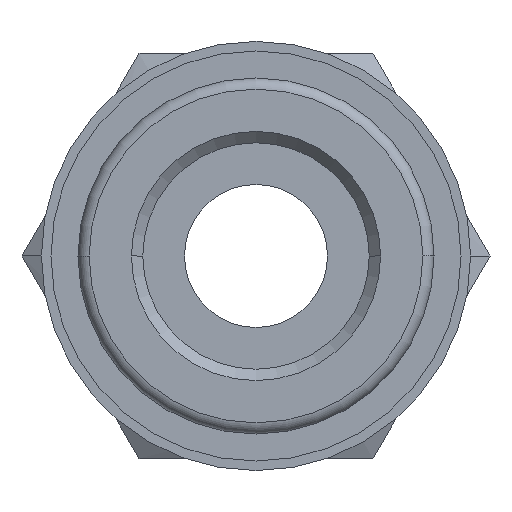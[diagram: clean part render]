
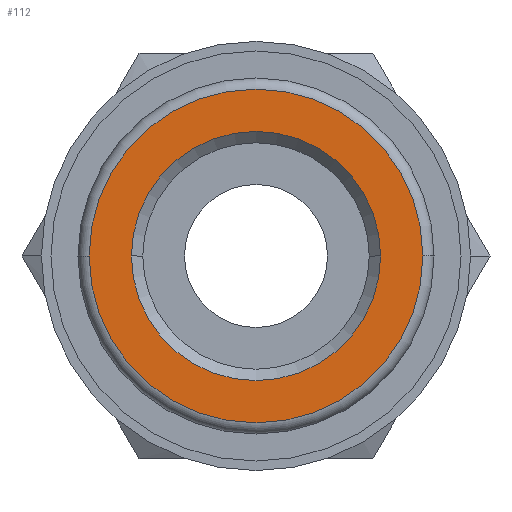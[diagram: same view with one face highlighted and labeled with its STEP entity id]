
A CAD part, front view. The second image highlights one B-rep face of the part: STEP entity #112.
In plain terms, the highlighted planar face has unit normal (0, -1, 0).
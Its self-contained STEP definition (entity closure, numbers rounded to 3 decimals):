
#112=ADVANCED_FACE('',(#279,#280),#281,.T.);
#279=FACE_BOUND('',#508,.T.);
#280=FACE_OUTER_BOUND('',#509,.T.);
#281=PLANE('',#510);
#508=EDGE_LOOP('',(#776,#777));
#509=EDGE_LOOP('',(#778,#779));
#510=AXIS2_PLACEMENT_3D('',#780,#781,#782);
#776=ORIENTED_EDGE('',*,*,#1316,.T.);
#777=ORIENTED_EDGE('',*,*,#1317,.T.);
#778=ORIENTED_EDGE('',*,*,#1318,.T.);
#779=ORIENTED_EDGE('',*,*,#1319,.T.);
#780=CARTESIAN_POINT('',(0.0,0.0,0.0));
#781=DIRECTION('',(0.0,-1.0,0.0));
#782=DIRECTION('',(-1.0,0.0,0.0));
#1316=EDGE_CURVE('',#1563,#1564,#1565,.T.);
#1317=EDGE_CURVE('',#1564,#1563,#1566,.T.);
#1318=EDGE_CURVE('',#1567,#1568,#1569,.T.);
#1319=EDGE_CURVE('',#1568,#1567,#1570,.T.);
#1563=VERTEX_POINT('',#1931);
#1564=VERTEX_POINT('',#1932);
#1565=CIRCLE('',#1933,5.225);
#1566=CIRCLE('',#1934,5.225);
#1567=VERTEX_POINT('',#1935);
#1568=VERTEX_POINT('',#1936);
#1569=CIRCLE('',#1937,7.0);
#1570=CIRCLE('',#1938,7.0);
#1931=CARTESIAN_POINT('',(-5.225,0.0,0.));
#1932=CARTESIAN_POINT('',(5.225,0.0,0.));
#1933=AXIS2_PLACEMENT_3D('',#2457,#2458,#2459);
#1934=AXIS2_PLACEMENT_3D('',#2460,#2461,#2462);
#1935=CARTESIAN_POINT('',(7.0,0.0,0.0));
#1936=CARTESIAN_POINT('',(-7.0,0.0,0.));
#1937=AXIS2_PLACEMENT_3D('',#2463,#2464,#2465);
#1938=AXIS2_PLACEMENT_3D('',#2466,#2467,#2468);
#2457=CARTESIAN_POINT('',(0.0,0.0,0.0));
#2458=DIRECTION('',(-0.0,1.0,0.0));
#2459=DIRECTION('',(1.0,0.0,0.0));
#2460=CARTESIAN_POINT('',(0.0,0.0,0.0));
#2461=DIRECTION('',(-0.0,1.0,0.0));
#2462=DIRECTION('',(1.0,0.0,0.0));
#2463=CARTESIAN_POINT('',(0.0,0.0,0.0));
#2464=DIRECTION('',(0.0,-1.0,0.0));
#2465=DIRECTION('',(1.0,0.0,0.0));
#2466=CARTESIAN_POINT('',(0.0,0.0,0.0));
#2467=DIRECTION('',(0.0,-1.0,0.0));
#2468=DIRECTION('',(1.0,0.0,0.0));
